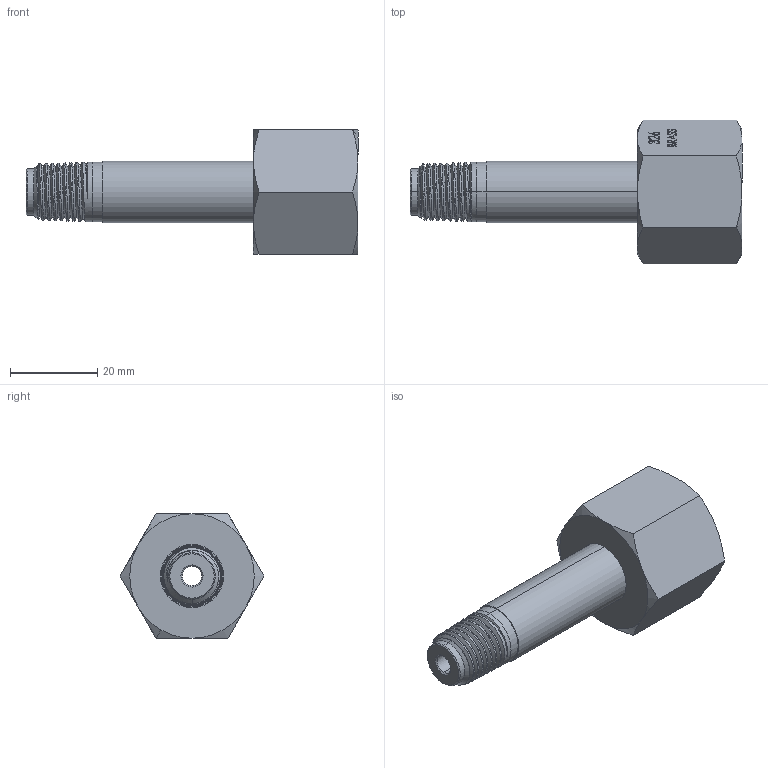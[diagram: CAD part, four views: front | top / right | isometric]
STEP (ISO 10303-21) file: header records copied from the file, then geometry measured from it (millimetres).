
FILE_DESCRIPTION (( 'STEP AP203' ), '1' );
FILE_NAME ('INL-326CH-4M-48.STEP', '2024-11-14T18:25:51', ( '' ), ( '' ), 'SwSTEP 2.0', 'SolidWorks 2018', '' );
FILE_SCHEMA (( 'CONFIG_CONTROL_DESIGN' ));
Length unit declared in the file: inch
Products named in the file (3): PRT-006859; INL-326CH-4M-48; PRT-007716
Assembly tree (2 placements, depth 2):
  INL-326CH-4M-48
    PRT-007716
    PRT-006859
Bounding box: 76.2 x 33 x 28.57 mm (x, y, z)
Volume: 20243.4 mm3; surface area: 10219.7 mm2
Topology: 2 solids, 2 shells, 249 faces, 845 edges, 615 vertices
Faces by surface type: plane 80, bspline 79, cone 48, cylinder 34, torus 6, sphere 2
Entity records: 21578 total; most frequent: CARTESIAN_POINT 14870, ORIENTED_EDGE 1686, EDGE_CURVE 843, DIRECTION 821, VERTEX_POINT 615, B_SPLINE_CURVE_WITH_KNOTS 459, VECTOR 297, LINE 297
